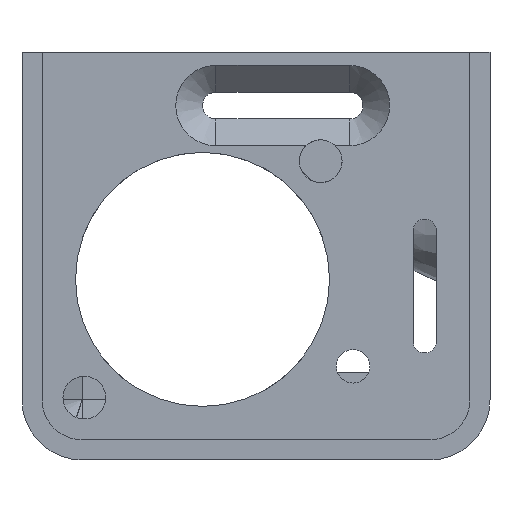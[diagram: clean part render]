
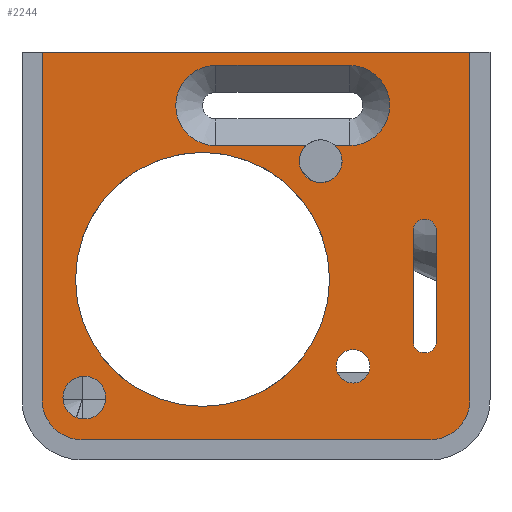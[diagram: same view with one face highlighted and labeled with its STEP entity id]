
A CAD part, front view. The second image highlights one B-rep face of the part: STEP entity #2244.
In plain terms, the highlighted planar face has unit normal (0, -1, 0).
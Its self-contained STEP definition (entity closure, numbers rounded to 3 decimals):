
#71=FACE_BOUND('',#832,.T.);
#72=FACE_BOUND('',#833,.T.);
#73=FACE_BOUND('',#834,.T.);
#74=FACE_BOUND('',#835,.T.);
#75=FACE_BOUND('',#836,.T.);
#133=PLANE('',#2456);
#270=LINE('',#3498,#496);
#273=LINE('',#3503,#499);
#275=LINE('',#3511,#501);
#296=LINE('',#3562,#522);
#310=LINE('',#3612,#536);
#315=LINE('',#3625,#541);
#319=LINE('',#3637,#545);
#322=LINE('',#3643,#548);
#330=LINE('',#3665,#556);
#496=VECTOR('',#2807,10.);
#499=VECTOR('',#2810,10.);
#501=VECTOR('',#2820,10.);
#522=VECTOR('',#2865,10.);
#536=VECTOR('',#2919,10.);
#541=VECTOR('',#2932,10.);
#545=VECTOR('',#2944,10.);
#548=VECTOR('',#2949,10.);
#556=VECTOR('',#2971,10.);
#699=FACE_OUTER_BOUND('',#831,.T.);
#831=EDGE_LOOP('',(#1868,#1869,#1870,#1871,#1872,#1873));
#832=EDGE_LOOP('',(#1874,#1875,#1876,#1877,#1878,#1879,#1880));
#833=EDGE_LOOP('',(#1881));
#834=EDGE_LOOP('',(#1882));
#835=EDGE_LOOP('',(#1883,#1884,#1885,#1886));
#836=EDGE_LOOP('',(#1887));
#941=CIRCLE('',#2401,2.999);
#943=CIRCLE('',#2406,2.999);
#946=CIRCLE('',#2413,1.6);
#948=CIRCLE('',#2415,1.6);
#950=CIRCLE('',#2422,3.);
#956=CIRCLE('',#2432,1.25);
#959=CIRCLE('',#2438,1.6);
#962=CIRCLE('',#2443,0.875);
#964=CIRCLE('',#2447,0.875);
#965=CIRCLE('',#2451,3.);
#969=CIRCLE('',#2457,9.5);
#1094=VERTEX_POINT('',#3487);
#1095=VERTEX_POINT('',#3489);
#1097=VERTEX_POINT('',#3495);
#1098=VERTEX_POINT('',#3496);
#1100=VERTEX_POINT('',#3501);
#1102=VERTEX_POINT('',#3506);
#1106=VERTEX_POINT('',#3524);
#1119=VERTEX_POINT('',#3559);
#1120=VERTEX_POINT('',#3561);
#1121=VERTEX_POINT('',#3565);
#1128=VERTEX_POINT('',#3588);
#1131=VERTEX_POINT('',#3600);
#1135=VERTEX_POINT('',#3609);
#1136=VERTEX_POINT('',#3611);
#1138=VERTEX_POINT('',#3617);
#1140=VERTEX_POINT('',#3623);
#1143=VERTEX_POINT('',#3634);
#1144=VERTEX_POINT('',#3636);
#1146=VERTEX_POINT('',#3642);
#1154=VERTEX_POINT('',#3666);
#1338=EDGE_CURVE('',#1094,#1095,#941,.T.);
#1342=EDGE_CURVE('',#1098,#1094,#270,.T.);
#1345=EDGE_CURVE('',#1100,#1097,#273,.T.);
#1347=EDGE_CURVE('',#1102,#1100,#943,.T.);
#1349=EDGE_CURVE('',#1095,#1102,#275,.T.);
#1356=EDGE_CURVE('',#1106,#1097,#946,.T.);
#1359=EDGE_CURVE('',#1098,#1106,#948,.T.);
#1375=EDGE_CURVE('',#1120,#1119,#296,.T.);
#1377=EDGE_CURVE('',#1121,#1120,#950,.T.);
#1389=EDGE_CURVE('',#1128,#1128,#956,.T.);
#1395=EDGE_CURVE('',#1131,#1131,#959,.T.);
#1400=EDGE_CURVE('',#1136,#1135,#310,.T.);
#1404=EDGE_CURVE('',#1135,#1138,#962,.T.);
#1407=EDGE_CURVE('',#1138,#1140,#315,.T.);
#1409=EDGE_CURVE('',#1140,#1136,#964,.T.);
#1413=EDGE_CURVE('',#1144,#1143,#319,.T.);
#1416=EDGE_CURVE('',#1146,#1121,#322,.T.);
#1419=EDGE_CURVE('',#1143,#1146,#965,.T.);
#1428=EDGE_CURVE('',#1119,#1144,#330,.T.);
#1429=EDGE_CURVE('',#1154,#1154,#969,.T.);
#1868=ORIENTED_EDGE('',*,*,#1375,.T.);
#1869=ORIENTED_EDGE('',*,*,#1428,.T.);
#1870=ORIENTED_EDGE('',*,*,#1413,.T.);
#1871=ORIENTED_EDGE('',*,*,#1419,.T.);
#1872=ORIENTED_EDGE('',*,*,#1416,.T.);
#1873=ORIENTED_EDGE('',*,*,#1377,.T.);
#1874=ORIENTED_EDGE('',*,*,#1342,.F.);
#1875=ORIENTED_EDGE('',*,*,#1359,.T.);
#1876=ORIENTED_EDGE('',*,*,#1356,.T.);
#1877=ORIENTED_EDGE('',*,*,#1345,.F.);
#1878=ORIENTED_EDGE('',*,*,#1347,.F.);
#1879=ORIENTED_EDGE('',*,*,#1349,.F.);
#1880=ORIENTED_EDGE('',*,*,#1338,.F.);
#1881=ORIENTED_EDGE('',*,*,#1389,.T.);
#1882=ORIENTED_EDGE('',*,*,#1395,.T.);
#1883=ORIENTED_EDGE('',*,*,#1400,.T.);
#1884=ORIENTED_EDGE('',*,*,#1404,.T.);
#1885=ORIENTED_EDGE('',*,*,#1407,.T.);
#1886=ORIENTED_EDGE('',*,*,#1409,.T.);
#1887=ORIENTED_EDGE('',*,*,#1429,.T.);
#2244=ADVANCED_FACE('',(#699,#71,#72,#73,#74,#75),#133,.F.);
#2401=AXIS2_PLACEMENT_3D('',#3490,#2798,#2799);
#2406=AXIS2_PLACEMENT_3D('',#3508,#2814,#2815);
#2413=AXIS2_PLACEMENT_3D('',#3525,#2834,#2835);
#2415=AXIS2_PLACEMENT_3D('',#3529,#2839,#2840);
#2422=AXIS2_PLACEMENT_3D('',#3566,#2869,#2870);
#2432=AXIS2_PLACEMENT_3D('',#3589,#2895,#2896);
#2438=AXIS2_PLACEMENT_3D('',#3601,#2910,#2911);
#2443=AXIS2_PLACEMENT_3D('',#3619,#2926,#2927);
#2447=AXIS2_PLACEMENT_3D('',#3628,#2937,#2938);
#2451=AXIS2_PLACEMENT_3D('',#3648,#2954,#2955);
#2456=AXIS2_PLACEMENT_3D('',#3664,#2969,#2970);
#2457=AXIS2_PLACEMENT_3D('',#3667,#2972,#2973);
#2798=DIRECTION('center_axis',(0.,-1.,0.));
#2799=DIRECTION('ref_axis',(0.,0.,-1.));
#2807=DIRECTION('',(1.,0.,0.));
#2810=DIRECTION('',(1.,0.,0.));
#2814=DIRECTION('center_axis',(0.,-1.,0.));
#2815=DIRECTION('ref_axis',(0.,0.,1.));
#2820=DIRECTION('',(-1.,0.,0.));
#2834=DIRECTION('center_axis',(0.,1.,0.));
#2835=DIRECTION('ref_axis',(1.,0.,0.));
#2839=DIRECTION('center_axis',(0.,1.,0.));
#2840=DIRECTION('ref_axis',(1.,0.,0.));
#2865=DIRECTION('',(0.,0.,1.));
#2869=DIRECTION('center_axis',(0.,-1.,0.));
#2870=DIRECTION('ref_axis',(0.,0.,1.));
#2895=DIRECTION('center_axis',(0.,1.,0.));
#2896=DIRECTION('ref_axis',(1.,0.,0.));
#2910=DIRECTION('center_axis',(0.,1.,0.));
#2911=DIRECTION('ref_axis',(1.,0.,0.));
#2919=DIRECTION('',(0.,0.,1.));
#2926=DIRECTION('center_axis',(0.,1.,0.));
#2927=DIRECTION('ref_axis',(1.,0.,0.));
#2932=DIRECTION('',(0.,0.,-1.));
#2937=DIRECTION('center_axis',(0.,1.,0.));
#2938=DIRECTION('ref_axis',(-1.,0.,0.));
#2944=DIRECTION('',(0.,0.,-1.));
#2949=DIRECTION('',(1.,0.,0.));
#2954=DIRECTION('center_axis',(0.,-1.,0.));
#2955=DIRECTION('ref_axis',(1.,0.,0.));
#2969=DIRECTION('center_axis',(0.,1.,0.));
#2970=DIRECTION('ref_axis',(0.,0.,1.));
#2971=DIRECTION('',(-1.,0.,0.));
#2972=DIRECTION('center_axis',(0.,1.,0.));
#2973=DIRECTION('ref_axis',(1.,0.,0.));
#3487=CARTESIAN_POINT('',(7.,-2.,6.001));
#3489=CARTESIAN_POINT('',(7.,-2.,11.999));
#3490=CARTESIAN_POINT('Origin',(7.,-2.,9.));
#3495=CARTESIAN_POINT('',(3.739,-2.,6.001));
#3496=CARTESIAN_POINT('',(5.939,-2.,6.001));
#3498=CARTESIAN_POINT('',(3.5,-2.,6.001));
#3501=CARTESIAN_POINT('',(-3.,-2.,6.001));
#3503=CARTESIAN_POINT('',(3.5,-2.,6.001));
#3506=CARTESIAN_POINT('',(-3.,-2.,11.999));
#3508=CARTESIAN_POINT('Origin',(-3.,-2.,9.));
#3511=CARTESIAN_POINT('',(-1.5,-2.,11.999));
#3524=CARTESIAN_POINT('',(3.239,-2.,4.839));
#3525=CARTESIAN_POINT('Origin',(4.839,-2.,4.839));
#3529=CARTESIAN_POINT('Origin',(4.839,-2.,4.839));
#3559=CARTESIAN_POINT('',(16.,-2.,13.));
#3561=CARTESIAN_POINT('',(16.,-2.,-13.));
#3562=CARTESIAN_POINT('',(16.,-2.,-7.625));
#3565=CARTESIAN_POINT('',(13.,-2.,-16.));
#3566=CARTESIAN_POINT('Origin',(13.,-2.,-13.));
#3588=CARTESIAN_POINT('',(6.008,-2.,-10.5));
#3589=CARTESIAN_POINT('Origin',(7.258,-2.,-10.5));
#3600=CARTESIAN_POINT('',(-14.439,-2.,-12.839));
#3601=CARTESIAN_POINT('Origin',(-12.839,-2.,-12.839));
#3609=CARTESIAN_POINT('',(11.75,-2.,-0.375));
#3611=CARTESIAN_POINT('',(11.75,-2.,-8.625));
#3612=CARTESIAN_POINT('',(11.75,-2.,-5.438));
#3617=CARTESIAN_POINT('',(13.5,-2.,-0.375));
#3619=CARTESIAN_POINT('Origin',(12.625,-2.,-0.375));
#3623=CARTESIAN_POINT('',(13.5,-2.,-8.625));
#3625=CARTESIAN_POINT('',(13.5,-2.,-1.313));
#3628=CARTESIAN_POINT('Origin',(12.625,-2.,-8.625));
#3634=CARTESIAN_POINT('',(-16.,-2.,-13.));
#3636=CARTESIAN_POINT('',(-16.,-2.,13.));
#3637=CARTESIAN_POINT('',(-16.,-2.,5.375));
#3642=CARTESIAN_POINT('',(-13.,-2.,-16.));
#3643=CARTESIAN_POINT('',(-6.5,-2.,-16.));
#3648=CARTESIAN_POINT('Origin',(-13.,-2.,-13.));
#3664=CARTESIAN_POINT('Origin',(0.,-2.,-2.25));
#3665=CARTESIAN_POINT('',(-17.5,-2.,13.));
#3666=CARTESIAN_POINT('',(-13.5,-2.,-4.));
#3667=CARTESIAN_POINT('Origin',(-4.,-2.,-4.));
